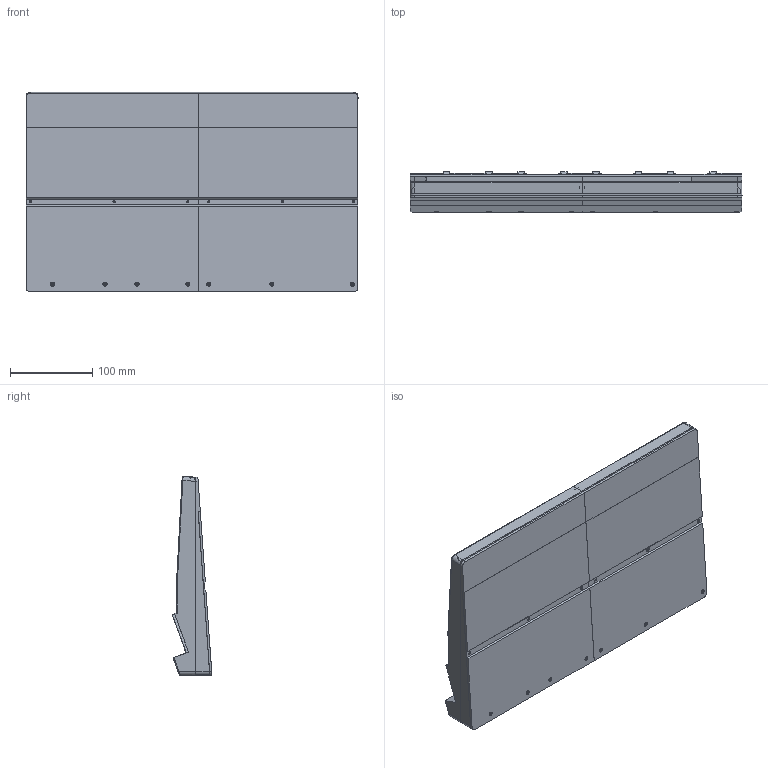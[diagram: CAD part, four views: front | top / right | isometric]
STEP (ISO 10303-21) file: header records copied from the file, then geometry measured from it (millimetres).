
FILE_DESCRIPTION(/* description */ ('','CAx-IF Rec.Pracs.---Representation and Presentation of Product Manufacturing Information (PMI)---4.0---2014-10-13'),/* implementation_level */ '2;1');
FILE_NAME(/* name */ 'Chassis v85.step',/* time_stamp */ '2025-03-06T20:41:58+10:00',/* author */ (''),/* organization */ (''),/* preprocessor_version */ 'ST-DEVELOPER v20',/* originating_system */ 'Autodesk Translation Framework v13.20.0.188',/* authorisation */ '');
FILE_SCHEMA (('AP242_MANAGED_MODEL_BASED_3D_ENGINEERING_MIM_LF { 1 0 10303 442 1 1 4 }'));
Length unit declared in the file: millimetre
Products named in the file (18): Chassis; Frame L; Frame R; KB Tray Locking Tab; Walls L; Walls R v8; Bottom Cover L; Bottom Cover R v13; HDMI cover; Pogo Cover; REAR chassis locking tab v1; HDMI female-female holder; USB female-female holder; keyboard tray locking pin; KB Tray L (NIBBLE); KB Tray R (NIBBLE); Type C mount (NIBBLE); USB C cable chanel cover (NIBBLE)
Assembly tree (17 placements, depth 2):
  Chassis
    Frame L
    Frame R
    KB Tray Locking Tab
    Walls L
    Walls R v8
    Bottom Cover L
    Bottom Cover R v13
    HDMI cover
    Pogo Cover
    REAR chassis locking tab v1
    HDMI female-female holder
    USB female-female holder
    keyboard tray locking pin
    KB Tray L (NIBBLE)
    KB Tray R (NIBBLE)
    Type C mount (NIBBLE)
    USB C cable chanel cover (NIBBLE)
Bounding box: 404.52 x 48.7 x 242.51 mm (x, y, z)
Volume: 1763826.9 mm3; surface area: 709999 mm2
Topology: 25 solids, 25 shells, 842 faces, 2159 edges, 1442 vertices
Faces by surface type: plane 541, cylinder 276, bspline 16, torus 6, cone 3
Full cylindrical faces by diameter (mm): 2.1 x13, 2.65 x40, 3.2 x2, 3.3 x1, 3.5 x33, 3.6 x13, 4 x4, 4.8 x2, 5 x23, 10 x1, 12 x4
Entity records: 26732 total; most frequent: CARTESIAN_POINT 4900, DIRECTION 4455, ORIENTED_EDGE 4318, EDGE_CURVE 2159, LINE 1545, VECTOR 1545, AXIS2_PLACEMENT_3D 1455, VERTEX_POINT 1442
